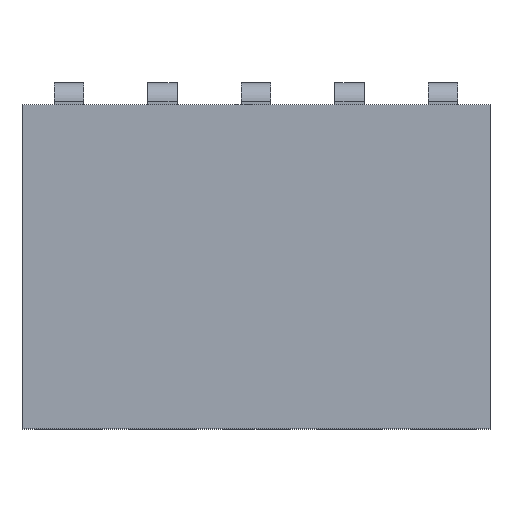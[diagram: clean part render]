
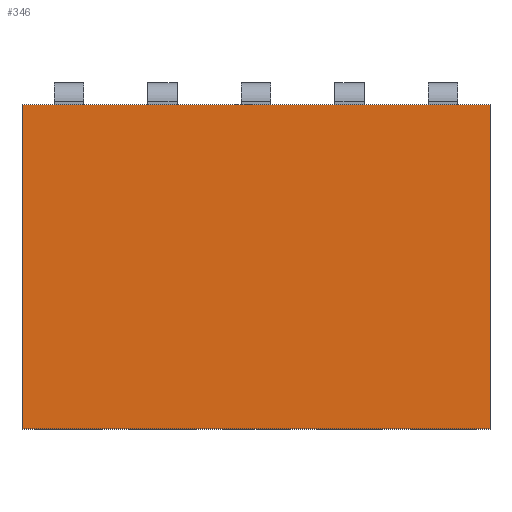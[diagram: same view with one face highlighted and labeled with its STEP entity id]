
A CAD part, top view. The second image highlights one B-rep face of the part: STEP entity #346.
In plain terms, the highlighted planar face has unit normal (0, 0, 1).
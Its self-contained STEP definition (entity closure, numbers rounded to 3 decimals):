
#346=ADVANCED_FACE('',(#3047),#3049,.T.);
#3047=FACE_BOUND('',#3048,.T.);
#3048=EDGE_LOOP('',(#5179,#5180,#5181,#5182));
#3049=PLANE('',#3050);
#3050=AXIS2_PLACEMENT_3D('',#3051,#3052,#3053);
#3051=CARTESIAN_POINT('',(-0.635,-4.625,1.8));
#3052=DIRECTION('',(0.,0.,1.));
#3053=DIRECTION('',(1.,0.,0.));
#5179=ORIENTED_EDGE('',*,*,#6743,.T.);
#5180=ORIENTED_EDGE('',*,*,#6740,.T.);
#5181=ORIENTED_EDGE('',*,*,#6696,.F.);
#5182=ORIENTED_EDGE('',*,*,#6704,.F.);
#6696=EDGE_CURVE('',#7562,#7564,#7565,.T.);
#6704=EDGE_CURVE('',#7575,#7562,#7577,.T.);
#6740=EDGE_CURVE('',#7633,#7564,#7634,.T.);
#6743=EDGE_CURVE('',#7575,#7633,#7638,.T.);
#7562=VERTEX_POINT('',#9015);
#7564=VERTEX_POINT('',#9019);
#7565=LINE('',#9020,#9021);
#7575=VERTEX_POINT('',#9044);
#7577=LINE('',#9048,#9049);
#7633=VERTEX_POINT('',#9176);
#7634=LINE('',#9177,#9178);
#7638=LINE('',#9187,#9188);
#9015=CARTESIAN_POINT('',(-0.635,-0.225,1.8));
#9019=CARTESIAN_POINT('',(5.715,-0.225,1.8));
#9020=CARTESIAN_POINT('',(-0.635,-0.225,1.8));
#9021=VECTOR('',#9022,1.);
#9022=DIRECTION('',(1.,0.,0.));
#9044=CARTESIAN_POINT('',(-0.635,-4.625,1.8));
#9048=CARTESIAN_POINT('',(-0.635,-4.625,1.8));
#9049=VECTOR('',#9050,1.);
#9050=DIRECTION('',(0.,1.,0.));
#9176=CARTESIAN_POINT('',(5.715,-4.625,1.8));
#9177=CARTESIAN_POINT('',(5.715,-4.625,1.8));
#9178=VECTOR('',#9179,1.);
#9179=DIRECTION('',(0.,1.,0.));
#9187=CARTESIAN_POINT('',(-0.635,-4.625,1.8));
#9188=VECTOR('',#9189,1.);
#9189=DIRECTION('',(1.,0.,0.));
